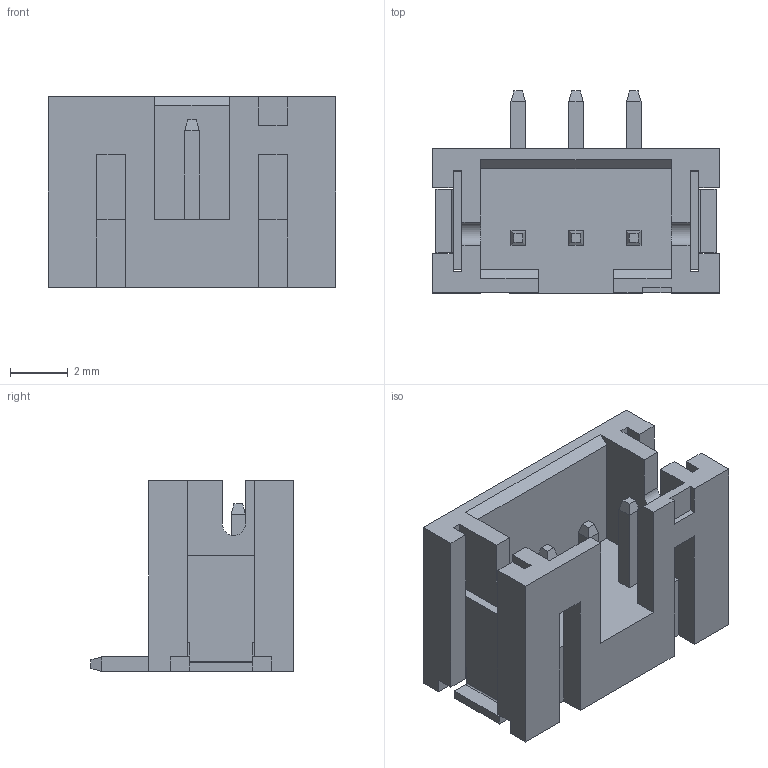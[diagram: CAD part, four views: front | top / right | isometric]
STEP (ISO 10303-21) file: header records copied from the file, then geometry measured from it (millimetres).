
FILE_DESCRIPTION(('STEP AP214'), '1');
FILE_NAME('BxB-PH-SM4-TB', '', ('UNSPECIFIED'), ('UNSPECIFIED'), 'ASCON STEP Converter 1.6', 'ASCON Math Kernel', '');
FILE_SCHEMA(('AUTOMOTIVE_DESIGN { 1 0 10303 214 3 1 1}'));
Length unit declared in the file: millimetre
Bounding box: 9.95 x 7 x 6.6 mm (x, y, z)
Volume: 184.2 mm3; surface area: 543.5 mm2
Topology: 3 solids, 3 shells, 168 faces, 448 edges, 288 vertices
Faces by surface type: plane 156, cylinder 12
Entity records: 6510 total; most frequent: CARTESIAN_POINT 905, ORIENTED_EDGE 896, DIRECTION 816, EDGE_CURVE 448, LINE 418, VECTOR 418, VERTEX_POINT 288, AXIS2_PLACEMENT_3D 199
